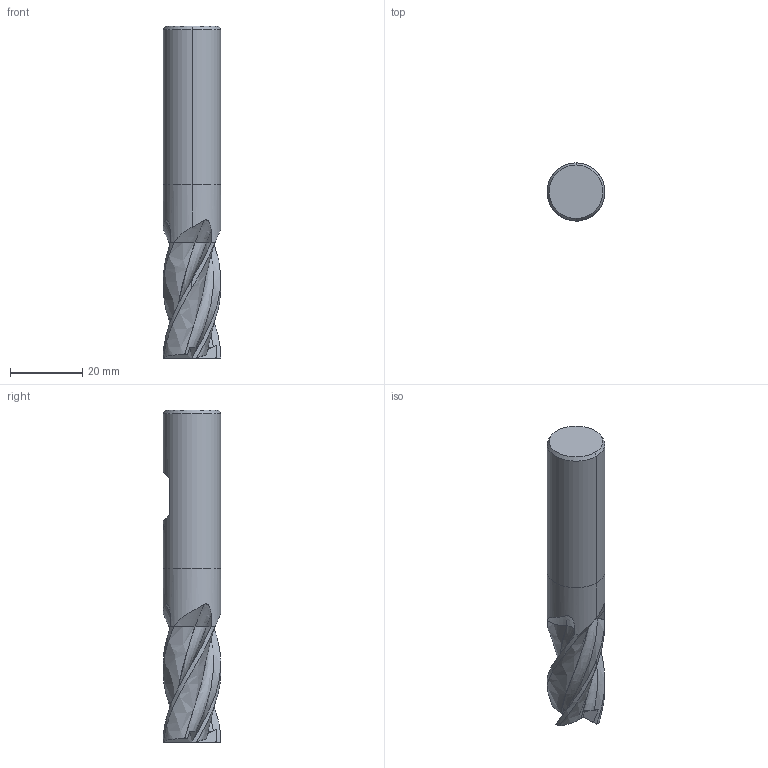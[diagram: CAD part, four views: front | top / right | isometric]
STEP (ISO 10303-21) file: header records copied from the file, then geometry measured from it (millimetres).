
FILE_DESCRIPTION(('no description'),'unknown implementation level');
FILE_NAME('solidq_Kfs6YcfuLilRXpXvEiWV1dXI0_1.STP',' ',('CIM GmbH Aachen'),('CADClick - KiM GmbH - www.kimweb.de'),'unknown preprocess','ACIS','unknown authorization');
FILE_SCHEMA(('automotive_design'));
Length unit declared in the file: millimetre
Products named in the file (2): 1; 2
Bounding box: 16 x 16 x 92 mm (x, y, z)
Volume: 15082.6 mm3; surface area: 5348.9 mm2
Topology: 2 solids, 2 shells, 82 faces, 227 edges, 149 vertices
Faces by surface type: plane 32, revolution 16, bspline 16, cone 10, cylinder 8
Entity records: 9919 total; most frequent: CARTESIAN_POINT 5432, STYLED_ITEM 460, PRESENTATION_STYLE_ASSIGNMENT 460, COLOUR_RGB 460, ORIENTED_EDGE 454, DIRECTION 312, EDGE_CURVE 227, CURVE_STYLE 227
